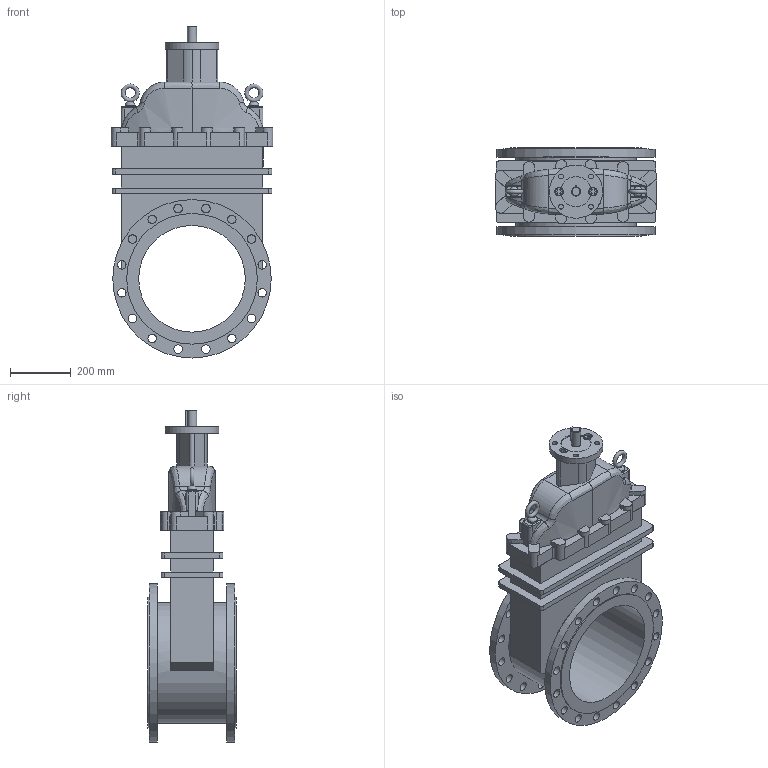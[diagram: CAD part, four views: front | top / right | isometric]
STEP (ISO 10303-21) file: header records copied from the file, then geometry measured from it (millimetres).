
FILE_DESCRIPTION(('STEP AP203'), '1');
FILE_NAME('3D_103-350-16', '', ('UNSPECIFIED'), ('UNSPECIFIED'), 'C3D Converter', 'C3D Toolkit', '');
FILE_SCHEMA(('CONFIG_CONTROL_DESIGN'));
Length unit declared in the file: millimetre
Bounding box: 530 x 290 x 1090 mm (x, y, z)
Volume: 48143792 mm3; surface area: 2101748.1 mm2
Topology: 5 solids, 5 shells, 3465 faces, 10234 edges, 6816 vertices
Faces by surface type: plane 3329, cylinder 102, bspline 25, torus 8, cone 1
Full cylindrical faces by diameter (mm): 16 x4, 24 x2, 28 x34, 30 x1, 32 x2, 175 x1, 350 x1, 396 x1, 429 x2, 520 x2
Entity records: 158924 total; most frequent: CARTESIAN_POINT 38772, ORIENTED_EDGE 20356, DIRECTION 17148, EDGE_CURVE 10178, LINE 9832, VECTOR 9832, VERTEX_POINT 6814, AXIS2_PLACEMENT_3D 3658
